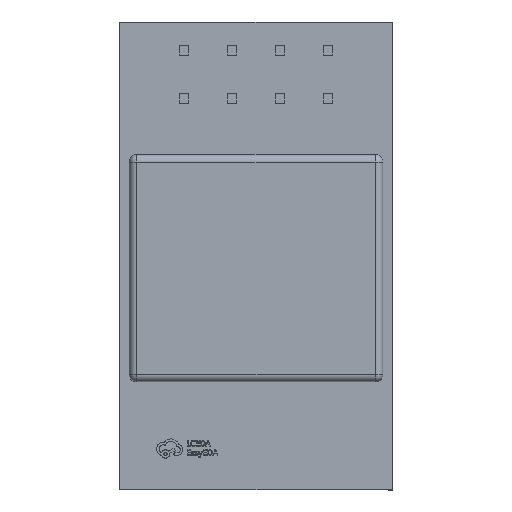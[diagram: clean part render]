
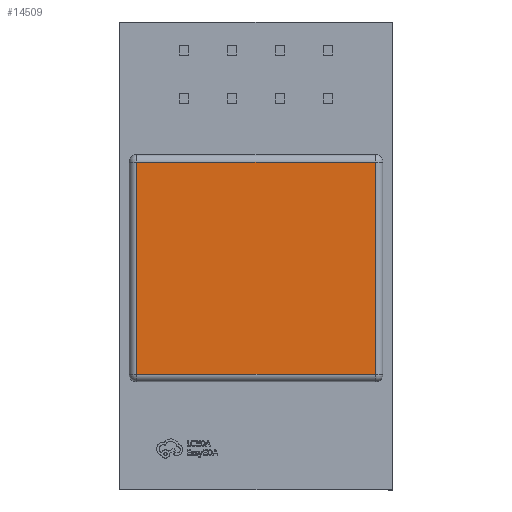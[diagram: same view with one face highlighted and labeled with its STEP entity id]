
A CAD part, top view. The second image highlights one B-rep face of the part: STEP entity #14509.
In plain terms, the highlighted planar face has unit normal (0, 0, 1).
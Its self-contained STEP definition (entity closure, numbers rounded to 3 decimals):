
#303 = PLANE ( 'NONE',  #2758 ) ;
#475 = LINE ( 'NONE', #19067, #4499 ) ;
#596 = EDGE_LOOP ( 'NONE', ( #13944, #18844, #18751, #3114 ) ) ;
#1991 = CARTESIAN_POINT ( 'NONE',  ( -14.4, -24.7, 2.74 ) ) ;
#2758 = AXIS2_PLACEMENT_3D ( 'NONE', #1991, #8152, #6554 ) ;
#2891 = LINE ( 'NONE', #11944, #4728 ) ;
#3021 = VERTEX_POINT ( 'NONE', #18809 ) ;
#3114 = ORIENTED_EDGE ( 'NONE', *, *, #4121, .T. ) ;
#4089 = CARTESIAN_POINT ( 'NONE',  ( -20.7, -19.75, 2.74 ) ) ;
#4121 = EDGE_CURVE ( 'NONE', #19872, #17378, #6484, .T. ) ;
#4324 = DIRECTION ( 'NONE',  ( 0., 1., 0. ) ) ;
#4476 = CARTESIAN_POINT ( 'NONE',  ( -8.1, -30.95, 2.74 ) ) ;
#4499 = VECTOR ( 'NONE', #5213, 1000. ) ;
#4728 = VECTOR ( 'NONE', #4324, 1000. ) ;
#5213 = DIRECTION ( 'NONE',  ( 1., 0., 0. ) ) ;
#6066 = DIRECTION ( 'NONE',  ( 0., -1., 0. ) ) ;
#6190 = DIRECTION ( 'NONE',  ( -1., 0., 0. ) ) ;
#6484 = LINE ( 'NONE', #15797, #11765 ) ;
#6554 = DIRECTION ( 'NONE',  ( -1., 0., 0. ) ) ;
#7334 = CARTESIAN_POINT ( 'NONE',  ( -8.1, -19.75, 2.74 ) ) ;
#8010 = EDGE_CURVE ( 'NONE', #17378, #3021, #10586, .T. ) ;
#8152 = DIRECTION ( 'NONE',  ( 0., 0., 1. ) ) ;
#8256 = FACE_OUTER_BOUND ( 'NONE', #596, .T. ) ;
#9285 = EDGE_CURVE ( 'NONE', #3021, #19053, #475, .T. ) ;
#9361 = CARTESIAN_POINT ( 'NONE',  ( -20.7, -31.35, 2.74 ) ) ;
#9585 = VECTOR ( 'NONE', #6066, 1000. ) ;
#10586 = LINE ( 'NONE', #9361, #9585 ) ;
#11765 = VECTOR ( 'NONE', #6190, 1000. ) ;
#11944 = CARTESIAN_POINT ( 'NONE',  ( -8.1, -19.35, 2.74 ) ) ;
#13944 = ORIENTED_EDGE ( 'NONE', *, *, #8010, .T. ) ;
#14509 = ADVANCED_FACE ( 'NONE', ( #8256 ), #303, .T. ) ;
#15797 = CARTESIAN_POINT ( 'NONE',  ( -21.1, -19.75, 2.74 ) ) ;
#17378 = VERTEX_POINT ( 'NONE', #4089 ) ;
#18685 = EDGE_CURVE ( 'NONE', #19053, #19872, #2891, .T. ) ;
#18751 = ORIENTED_EDGE ( 'NONE', *, *, #18685, .T. ) ;
#18809 = CARTESIAN_POINT ( 'NONE',  ( -20.7, -30.95, 2.74 ) ) ;
#18844 = ORIENTED_EDGE ( 'NONE', *, *, #9285, .T. ) ;
#19053 = VERTEX_POINT ( 'NONE', #4476 ) ;
#19067 = CARTESIAN_POINT ( 'NONE',  ( -7.7, -30.95, 2.74 ) ) ;
#19872 = VERTEX_POINT ( 'NONE', #7334 ) ;
